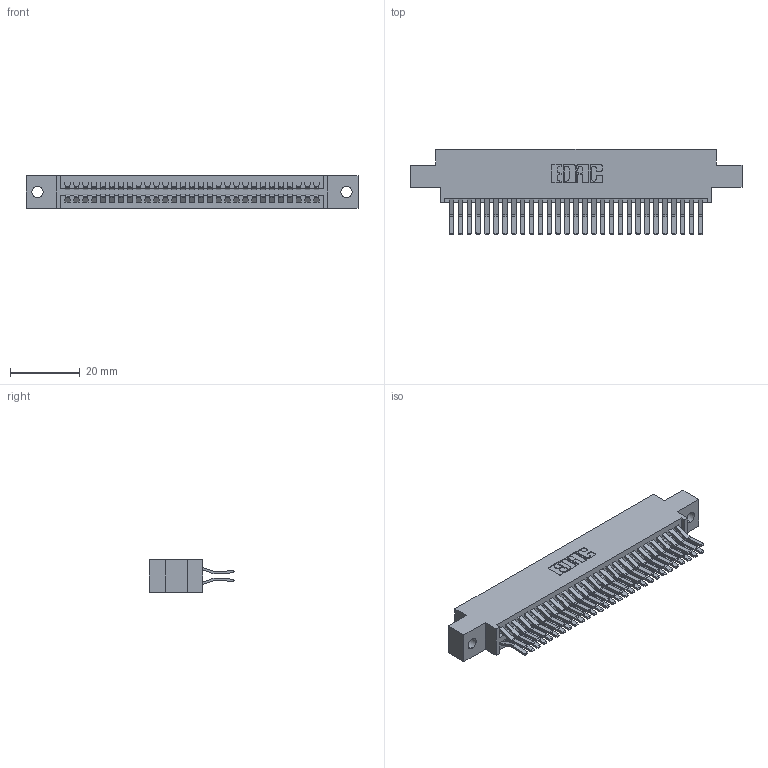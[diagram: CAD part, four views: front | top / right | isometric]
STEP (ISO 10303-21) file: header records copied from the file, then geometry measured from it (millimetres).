
FILE_DESCRIPTION (( 'STEP AP203' ), '1' );
FILE_NAME ('345-058-560-802.STEP', '2018-09-26T18:50:09', ( '' ), ( '' ), 'SwSTEP 2.0', 'SolidWorks 2016', '' );
FILE_SCHEMA (( 'CONFIG_CONTROL_DESIGN' ));
Length unit declared in the file: inch
Products named in the file (3): 345 Part_0.170 Offset - 0.128 Dia; 345-292-001_560 Tail; 345-058-560-802
Assembly tree (59 placements, depth 2):
  345-058-560-802
    345 Part_0.170 Offset - 0.128 Dia
    345-292-001_560 Tail  x58
Bounding box: 94.87 x 24.45 x 9.4 mm (x, y, z)
Volume: 9325.1 mm3; surface area: 14380.8 mm2
Topology: 59 solids, 59 shells, 3146 faces, 9343 edges, 6150 vertices
Faces by surface type: plane 1998, cylinder 1148
Entity records: 24727 total; most frequent: CARTESIAN_POINT 4160, ORIENTED_EDGE 4094, DIRECTION 3687, EDGE_CURVE 2047, LINE 1795, VECTOR 1795, VERTEX_POINT 1362, AXIS2_PLACEMENT_3D 946
